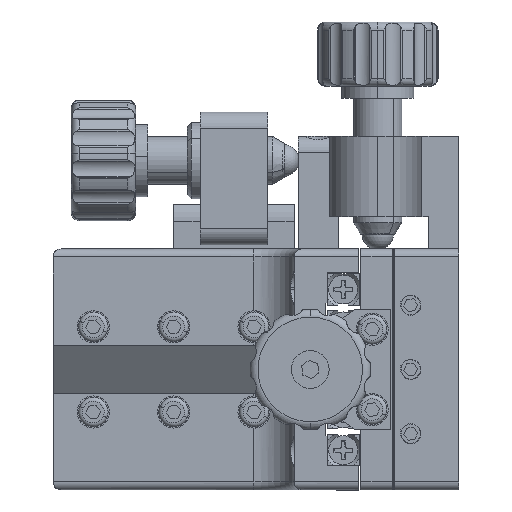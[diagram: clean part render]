
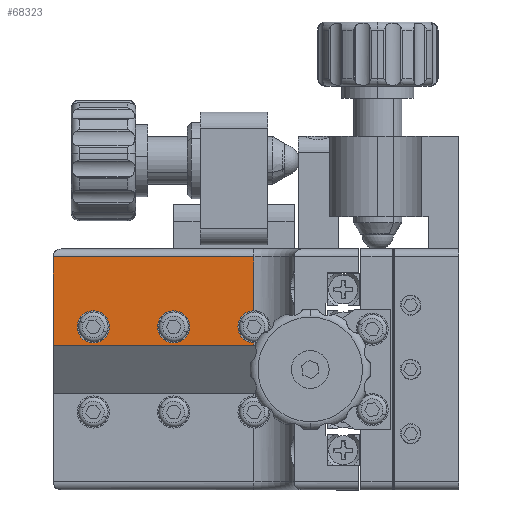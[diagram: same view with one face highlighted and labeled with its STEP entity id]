
A CAD part, left-side view. The second image highlights one B-rep face of the part: STEP entity #68323.
In plain terms, the highlighted planar face has unit normal (-1, 0, 0).
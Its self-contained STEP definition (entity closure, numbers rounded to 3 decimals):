
#963 = EDGE_CURVE ( 'NONE', #25395, #24049, #51441, .T. ) ;
#1865 = EDGE_CURVE ( 'NONE', #40109, #26825, #73731, .T. ) ;
#1992 = LINE ( 'NONE', #54634, #54154 ) ;
#2058 = ORIENTED_EDGE ( 'NONE', *, *, #1865, .F. ) ;
#2555 = EDGE_CURVE ( 'NONE', #34285, #43602, #6233, .T. ) ;
#2619 = VECTOR ( 'NONE', #59425, 1000. ) ;
#2650 = PLANE ( 'NONE',  #11098 ) ;
#2891 = LINE ( 'NONE', #22671, #60431 ) ;
#3548 = DIRECTION ( 'NONE',  ( 0., 0., 1. ) ) ;
#3888 = DIRECTION ( 'NONE',  ( 0., -1., 0. ) ) ;
#4201 = CARTESIAN_POINT ( 'NONE',  ( 15., 17.5, 3. ) ) ;
#6233 = LINE ( 'NONE', #7635, #2619 ) ;
#6523 = DIRECTION ( 'NONE',  ( -1., 0., 0. ) ) ;
#6993 = EDGE_CURVE ( 'NONE', #15131, #28898, #44251, .T. ) ;
#7009 = DIRECTION ( 'NONE',  ( 0., 0., 1. ) ) ;
#7635 = CARTESIAN_POINT ( 'NONE',  ( 15., 17.5, 3. ) ) ;
#8117 = VERTEX_POINT ( 'NONE', #31128 ) ;
#8348 = DIRECTION ( 'NONE',  ( 0., 0., -1. ) ) ;
#8415 = EDGE_LOOP ( 'NONE', ( #2058, #9385 ) ) ;
#8421 = CARTESIAN_POINT ( 'NONE',  ( 15., 17.5, 3. ) ) ;
#9385 = ORIENTED_EDGE ( 'NONE', *, *, #47215, .F. ) ;
#11098 = AXIS2_PLACEMENT_3D ( 'NONE', #8421, #54958, #3888 ) ;
#11970 = LINE ( 'NONE', #66156, #73130 ) ;
#12220 = ORIENTED_EDGE ( 'NONE', *, *, #65874, .T. ) ;
#13009 = ORIENTED_EDGE ( 'NONE', *, *, #49723, .F. ) ;
#13420 = EDGE_LOOP ( 'NONE', ( #45606, #48233, #12220, #16260, #69931, #18424 ) ) ;
#13444 = CIRCLE ( 'NONE', #52208, 2. ) ;
#14978 = AXIS2_PLACEMENT_3D ( 'NONE', #44280, #61006, #44022 ) ;
#15131 = VERTEX_POINT ( 'NONE', #16616 ) ;
#15209 = CARTESIAN_POINT ( 'NONE',  ( 15., 27.5, 5.3 ) ) ;
#16113 = CARTESIAN_POINT ( 'NONE',  ( 15., 27.5, 3.3 ) ) ;
#16260 = ORIENTED_EDGE ( 'NONE', *, *, #963, .T. ) ;
#16616 = CARTESIAN_POINT ( 'NONE',  ( 15., 27.5, 7.3 ) ) ;
#16777 = EDGE_CURVE ( 'NONE', #8117, #21555, #65529, .T. ) ;
#18424 = ORIENTED_EDGE ( 'NONE', *, *, #2555, .F. ) ;
#18589 = CARTESIAN_POINT ( 'NONE',  ( 15., 37.5, 5.3 ) ) ;
#19004 = CARTESIAN_POINT ( 'NONE',  ( 15., 42.5, 3. ) ) ;
#20586 = AXIS2_PLACEMENT_3D ( 'NONE', #26886, #54996, #26393 ) ;
#21555 = VERTEX_POINT ( 'NONE', #59329 ) ;
#22671 = CARTESIAN_POINT ( 'NONE',  ( 15., 17.5, 3. ) ) ;
#23442 = DIRECTION ( 'NONE',  ( 0., 0., 1. ) ) ;
#24049 = VERTEX_POINT ( 'NONE', #48554 ) ;
#24327 = CARTESIAN_POINT ( 'NONE',  ( 15., 42.5, 14. ) ) ;
#25395 = VERTEX_POINT ( 'NONE', #53782 ) ;
#26100 = DIRECTION ( 'NONE',  ( 0., 0., 1. ) ) ;
#26393 = DIRECTION ( 'NONE',  ( 0., 0., 1. ) ) ;
#26825 = VERTEX_POINT ( 'NONE', #50504 ) ;
#26886 = CARTESIAN_POINT ( 'NONE',  ( 15., 17.5, 5.3 ) ) ;
#27153 = ORIENTED_EDGE ( 'NONE', *, *, #6993, .F. ) ;
#28749 = EDGE_CURVE ( 'NONE', #34285, #21555, #11970, .T. ) ;
#28898 = VERTEX_POINT ( 'NONE', #16113 ) ;
#29385 = DIRECTION ( 'NONE',  ( 0., 1., 0. ) ) ;
#31128 = CARTESIAN_POINT ( 'NONE',  ( 15., 17.5, 7.3 ) ) ;
#31459 = CARTESIAN_POINT ( 'NONE',  ( 15., 37.5, 7.3 ) ) ;
#34285 = VERTEX_POINT ( 'NONE', #4201 ) ;
#37908 = DIRECTION ( 'NONE',  ( -1., 0., 0. ) ) ;
#40109 = VERTEX_POINT ( 'NONE', #31459 ) ;
#42877 = CIRCLE ( 'NONE', #59974, 2. ) ;
#43523 = FACE_OUTER_BOUND ( 'NONE', #13420, .T. ) ;
#43602 = VERTEX_POINT ( 'NONE', #19004 ) ;
#44022 = DIRECTION ( 'NONE',  ( 0., 0., 1. ) ) ;
#44251 = CIRCLE ( 'NONE', #50662, 2. ) ;
#44280 = CARTESIAN_POINT ( 'NONE',  ( 15., 37.5, 5.3 ) ) ;
#45606 = ORIENTED_EDGE ( 'NONE', *, *, #28749, .T. ) ;
#47215 = EDGE_CURVE ( 'NONE', #26825, #40109, #13444, .T. ) ;
#48233 = ORIENTED_EDGE ( 'NONE', *, *, #16777, .F. ) ;
#48554 = CARTESIAN_POINT ( 'NONE',  ( 15., 42.5, 14. ) ) ;
#48944 = CARTESIAN_POINT ( 'NONE',  ( 15., 27.5, 5.3 ) ) ;
#49614 = VECTOR ( 'NONE', #29385, 1000. ) ;
#49723 = EDGE_CURVE ( 'NONE', #28898, #15131, #42877, .T. ) ;
#50504 = CARTESIAN_POINT ( 'NONE',  ( 15., 37.5, 3.3 ) ) ;
#50662 = AXIS2_PLACEMENT_3D ( 'NONE', #15209, #66975, #55463 ) ;
#51441 = LINE ( 'NONE', #24327, #49614 ) ;
#52208 = AXIS2_PLACEMENT_3D ( 'NONE', #18589, #6523, #7009 ) ;
#53782 = CARTESIAN_POINT ( 'NONE',  ( 15., 17.5, 14. ) ) ;
#54154 = VECTOR ( 'NONE', #8348, 1000. ) ;
#54634 = CARTESIAN_POINT ( 'NONE',  ( 15., 42.5, 15. ) ) ;
#54958 = DIRECTION ( 'NONE',  ( 1., 0., 0. ) ) ;
#54996 = DIRECTION ( 'NONE',  ( -1., 0., 0. ) ) ;
#55463 = DIRECTION ( 'NONE',  ( 0., 0., 1. ) ) ;
#56081 = FACE_BOUND ( 'NONE', #62223, .T. ) ;
#58762 = FACE_BOUND ( 'NONE', #8415, .T. ) ;
#59329 = CARTESIAN_POINT ( 'NONE',  ( 15., 17.5, 3.3 ) ) ;
#59425 = DIRECTION ( 'NONE',  ( 0., 1., 0. ) ) ;
#59974 = AXIS2_PLACEMENT_3D ( 'NONE', #48944, #37908, #26100 ) ;
#60431 = VECTOR ( 'NONE', #23442, 1000. ) ;
#61006 = DIRECTION ( 'NONE',  ( -1., 0., 0. ) ) ;
#62223 = EDGE_LOOP ( 'NONE', ( #27153, #13009 ) ) ;
#65529 = CIRCLE ( 'NONE', #20586, 2. ) ;
#65874 = EDGE_CURVE ( 'NONE', #8117, #25395, #2891, .T. ) ;
#66156 = CARTESIAN_POINT ( 'NONE',  ( 15., 17.5, 3. ) ) ;
#66975 = DIRECTION ( 'NONE',  ( -1., 0., 0. ) ) ;
#68323 = ADVANCED_FACE ( 'NONE', ( #58762, #56081, #43523 ), #2650, .F. ) ;
#69233 = EDGE_CURVE ( 'NONE', #24049, #43602, #1992, .T. ) ;
#69931 = ORIENTED_EDGE ( 'NONE', *, *, #69233, .T. ) ;
#73130 = VECTOR ( 'NONE', #3548, 1000. ) ;
#73731 = CIRCLE ( 'NONE', #14978, 2. ) ;
